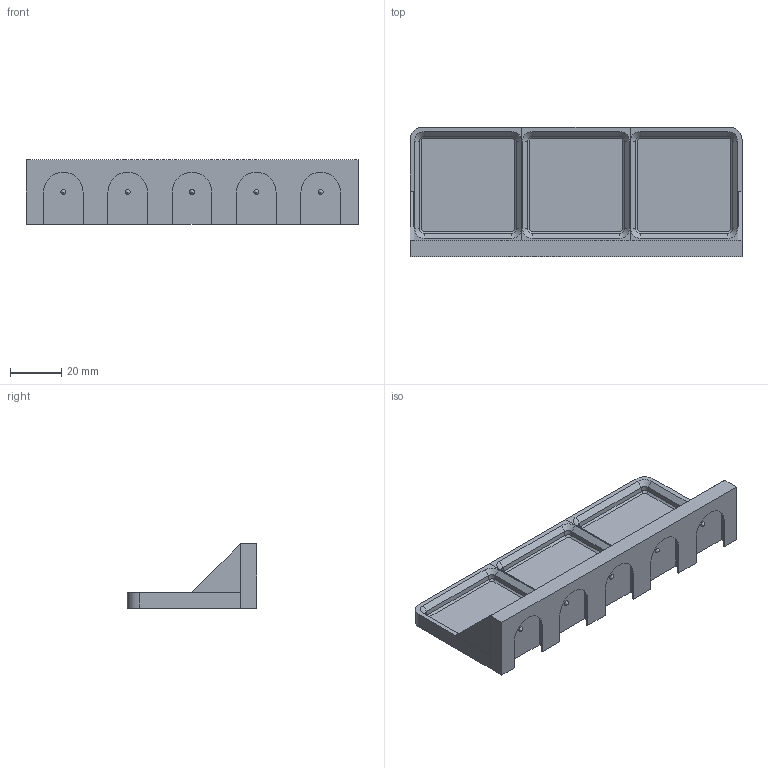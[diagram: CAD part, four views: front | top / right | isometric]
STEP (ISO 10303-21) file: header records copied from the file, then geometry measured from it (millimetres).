
FILE_DESCRIPTION(('HOOPS Exchange Step'),'2;1');
FILE_NAME('temp_export','2024-01-18T17:19:27+01:00',('ddanier'),('Shapr3D Limited'),'HOOPS Exchange 2023.2','Shapr3D','Authorized');
FILE_SCHEMA( ('AUTOMOTIVE_DESIGN { 1 0 10303 214 1 1 1 1 }') );
Length unit declared in the file: millimetre
Products named in the file (1): Gridfinity 3x1 shelve
Bounding box: 129 x 50.5 x 25 mm (x, y, z)
Volume: 28234.2 mm3; surface area: 26864.5 mm2
Topology: 6 solids, 6 shells, 166 faces, 390 edges, 239 vertices
Faces by surface type: plane 108, cone 34, cylinder 24
Entity records: 4646 total; most frequent: DIRECTION 801, CARTESIAN_POINT 791, ORIENTED_EDGE 770, EDGE_CURVE 385, VECTOR 303, LINE 303, AXIS2_PLACEMENT_3D 249, VERTEX_POINT 239
